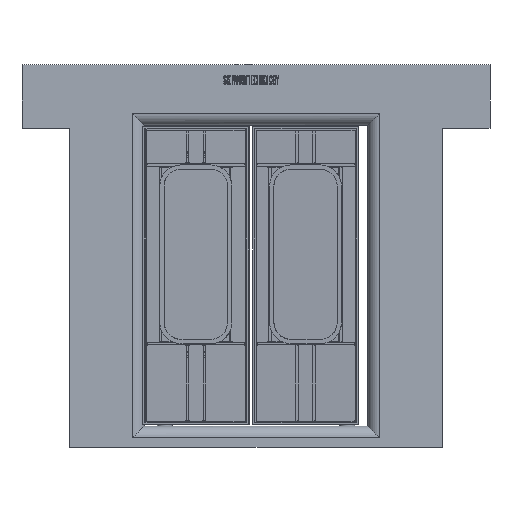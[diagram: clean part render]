
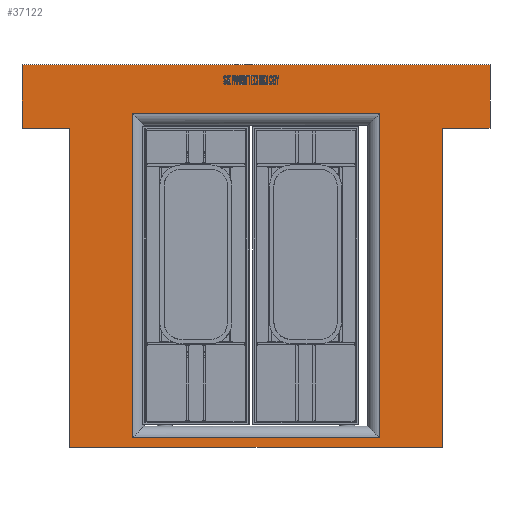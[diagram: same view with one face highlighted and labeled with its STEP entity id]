
A CAD part, left-side view. The second image highlights one B-rep face of the part: STEP entity #37122.
In plain terms, the highlighted free-form (B-spline) face has degree [1, 1] with [2, 2] control points.
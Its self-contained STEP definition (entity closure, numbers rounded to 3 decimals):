
#36860 = EDGE_CURVE('',#36861,#36863,#36865,.T.);
#36861 = VERTEX_POINT('',#36862);
#36862 = CARTESIAN_POINT('',(0.,-1186.582,-323.613));
#36863 = VERTEX_POINT('',#36864);
#36864 = CARTESIAN_POINT('',(0.,-1186.582,0.));
#36865 = B_SPLINE_CURVE_WITH_KNOTS('',1,(#36866,#36867),.UNSPECIFIED.,
  .F.,.F.,(2,2),(0.,300.),.PIECEWISE_BEZIER_KNOTS.);
#36866 = CARTESIAN_POINT('',(0.,-1186.582,-323.613));
#36867 = CARTESIAN_POINT('',(0.,-1186.582,0.)
  );
#36896 = EDGE_CURVE('',#36863,#36897,#36899,.T.);
#36897 = VERTEX_POINT('',#36898);
#36898 = CARTESIAN_POINT('',(0.,1186.582,0.));
#36899 = B_SPLINE_CURVE_WITH_KNOTS('',1,(#36900,#36901),.UNSPECIFIED.,
  .F.,.F.,(2,2),(0.,2200.),.PIECEWISE_BEZIER_KNOTS.);
#36900 = CARTESIAN_POINT('',(0.,-1186.582,0.)
  );
#36901 = CARTESIAN_POINT('',(0.,1186.582,0.));
#36924 = EDGE_CURVE('',#36897,#36925,#36927,.T.);
#36925 = VERTEX_POINT('',#36926);
#36926 = CARTESIAN_POINT('',(0.,1186.582,-323.613));
#36927 = B_SPLINE_CURVE_WITH_KNOTS('',1,(#36928,#36929),.UNSPECIFIED.,
  .F.,.F.,(2,2),(0.,300.),.PIECEWISE_BEZIER_KNOTS.);
#36928 = CARTESIAN_POINT('',(0.,1186.582,0.));
#36929 = CARTESIAN_POINT('',(0.,1186.582,-323.613));
#36952 = EDGE_CURVE('',#36925,#36953,#36955,.T.);
#36953 = VERTEX_POINT('',#36954);
#36954 = CARTESIAN_POINT('',(0.,944.95,-323.613));
#36955 = B_SPLINE_CURVE_WITH_KNOTS('',1,(#36956,#36957),.UNSPECIFIED.,
  .F.,.F.,(2,2),(0.,224.),.PIECEWISE_BEZIER_KNOTS.);
#36956 = CARTESIAN_POINT('',(0.,1186.582,-323.613));
#36957 = CARTESIAN_POINT('',(0.,944.95,-323.613));
#36980 = EDGE_CURVE('',#36953,#36981,#36983,.T.);
#36981 = VERTEX_POINT('',#36982);
#36982 = CARTESIAN_POINT('',(0.,944.95,-1941.679));
#36983 = B_SPLINE_CURVE_WITH_KNOTS('',1,(#36984,#36985),.UNSPECIFIED.,
  .F.,.F.,(2,2),(0.,1500.),.PIECEWISE_BEZIER_KNOTS.);
#36984 = CARTESIAN_POINT('',(0.,944.95,-323.613));
#36985 = CARTESIAN_POINT('',(0.,944.95,-1941.679));
#37008 = EDGE_CURVE('',#36981,#37009,#37011,.T.);
#37009 = VERTEX_POINT('',#37010);
#37010 = CARTESIAN_POINT('',(0.,-944.95,-1941.679));
#37011 = B_SPLINE_CURVE_WITH_KNOTS('',1,(#37012,#37013),.UNSPECIFIED.,
  .F.,.F.,(2,2),(0.,1752.),.PIECEWISE_BEZIER_KNOTS.);
#37012 = CARTESIAN_POINT('',(0.,944.95,-1941.679));
#37013 = CARTESIAN_POINT('',(0.,-944.95,-1941.679));
#37036 = EDGE_CURVE('',#37009,#37037,#37039,.T.);
#37037 = VERTEX_POINT('',#37038);
#37038 = CARTESIAN_POINT('',(0.,-944.95,-323.613));
#37039 = B_SPLINE_CURVE_WITH_KNOTS('',1,(#37040,#37041),.UNSPECIFIED.,
  .F.,.F.,(2,2),(0.,1500.),.PIECEWISE_BEZIER_KNOTS.);
#37040 = CARTESIAN_POINT('',(0.,-944.95,-1941.679));
#37041 = CARTESIAN_POINT('',(0.,-944.95,-323.613));
#37064 = EDGE_CURVE('',#37037,#36861,#37065,.T.);
#37065 = B_SPLINE_CURVE_WITH_KNOTS('',1,(#37066,#37067),.UNSPECIFIED.,
  .F.,.F.,(2,2),(0.,224.),.PIECEWISE_BEZIER_KNOTS.);
#37066 = CARTESIAN_POINT('',(0.,-944.95,-323.613));
#37067 = CARTESIAN_POINT('',(0.,-1186.582,-323.613));
#37122 = ADVANCED_FACE('',(#37123,#37153),#37163,.T.);
#37123 = FACE_BOUND('',#37124,.T.);
#37124 = EDGE_LOOP('',(#37125,#37134,#37141,#37148));
#37125 = ORIENTED_EDGE('',*,*,#37126,.T.);
#37126 = EDGE_CURVE('',#37127,#37129,#37131,.T.);
#37127 = VERTEX_POINT('',#37128);
#37128 = CARTESIAN_POINT('',(0.,-626.731,-248.103));
#37129 = VERTEX_POINT('',#37130);
#37130 = CARTESIAN_POINT('',(0.,-626.731,-1893.137));
#37131 = B_SPLINE_CURVE_WITH_KNOTS('',1,(#37132,#37133),.UNSPECIFIED.,
  .F.,.F.,(2,2),(230.,1755.),.PIECEWISE_BEZIER_KNOTS.);
#37132 = CARTESIAN_POINT('',(0.,-626.731,-248.103));
#37133 = CARTESIAN_POINT('',(0.,-626.731,-1893.137));
#37134 = ORIENTED_EDGE('',*,*,#37135,.T.);
#37135 = EDGE_CURVE('',#37129,#37136,#37138,.T.);
#37136 = VERTEX_POINT('',#37137);
#37137 = CARTESIAN_POINT('',(0.,626.731,-1893.137));
#37138 = B_SPLINE_CURVE_WITH_KNOTS('',1,(#37139,#37140),.UNSPECIFIED.,
  .F.,.F.,(2,2),(-581.,581.),.PIECEWISE_BEZIER_KNOTS.);
#37139 = CARTESIAN_POINT('',(0.,-626.731,-1893.137));
#37140 = CARTESIAN_POINT('',(0.,626.731,-1893.137));
#37141 = ORIENTED_EDGE('',*,*,#37142,.T.);
#37142 = EDGE_CURVE('',#37136,#37143,#37145,.T.);
#37143 = VERTEX_POINT('',#37144);
#37144 = CARTESIAN_POINT('',(0.,626.731,-248.103));
#37145 = B_SPLINE_CURVE_WITH_KNOTS('',1,(#37146,#37147),.UNSPECIFIED.,
  .F.,.F.,(2,2),(-1755.,-230.),.PIECEWISE_BEZIER_KNOTS.);
#37146 = CARTESIAN_POINT('',(0.,626.731,-1893.137));
#37147 = CARTESIAN_POINT('',(0.,626.731,-248.103));
#37148 = ORIENTED_EDGE('',*,*,#37149,.T.);
#37149 = EDGE_CURVE('',#37143,#37127,#37150,.T.);
#37150 = B_SPLINE_CURVE_WITH_KNOTS('',1,(#37151,#37152),.UNSPECIFIED.,
  .F.,.F.,(2,2),(-581.,581.),.PIECEWISE_BEZIER_KNOTS.);
#37151 = CARTESIAN_POINT('',(0.,626.731,-248.103));
#37152 = CARTESIAN_POINT('',(0.,-626.731,-248.103));
#37153 = FACE_BOUND('',#37154,.T.);
#37154 = EDGE_LOOP('',(#37155,#37156,#37157,#37158,#37159,#37160,#37161,
    #37162));
#37155 = ORIENTED_EDGE('',*,*,#36860,.T.);
#37156 = ORIENTED_EDGE('',*,*,#36896,.T.);
#37157 = ORIENTED_EDGE('',*,*,#36924,.T.);
#37158 = ORIENTED_EDGE('',*,*,#36952,.T.);
#37159 = ORIENTED_EDGE('',*,*,#36980,.T.);
#37160 = ORIENTED_EDGE('',*,*,#37008,.T.);
#37161 = ORIENTED_EDGE('',*,*,#37036,.T.);
#37162 = ORIENTED_EDGE('',*,*,#37064,.T.);
#37163 = B_SPLINE_SURFACE_WITH_KNOTS('',1,1,(
    (#37164,#37165)
    ,(#37166,#37167
    )),.UNSPECIFIED.,.F.,.F.,.F.,(2,2),(2,2),(-1800.,
    0.),(-1100.,1100.),.PIECEWISE_BEZIER_KNOTS.);
#37164 = CARTESIAN_POINT('',(0.,-1186.582,-1941.679)
  );
#37165 = CARTESIAN_POINT('',(0.,1186.582,-1941.679)
  );
#37166 = CARTESIAN_POINT('',(0.,-1186.582,0.)
  );
#37167 = CARTESIAN_POINT('',(0.,1186.582,0.));
